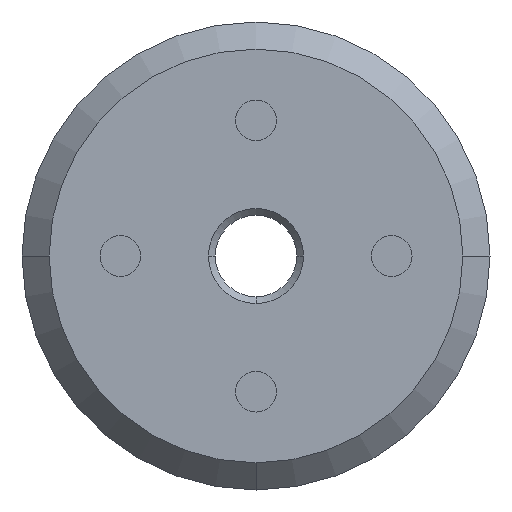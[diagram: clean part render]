
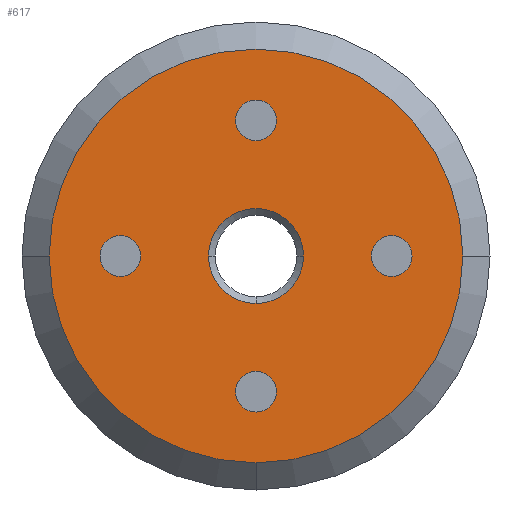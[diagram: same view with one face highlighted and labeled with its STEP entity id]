
A CAD part, front view. The second image highlights one B-rep face of the part: STEP entity #617.
In plain terms, the highlighted planar face has unit normal (0, -1, 0).
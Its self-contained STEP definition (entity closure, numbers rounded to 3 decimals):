
#33 = CARTESIAN_POINT ( 'NONE',  ( 0., 0., -10. ) ) ;
#171 = VERTEX_POINT ( 'NONE', #2803 ) ;
#185 = EDGE_CURVE ( 'NONE', #1620, #765, #376, .T. ) ;
#246 = CARTESIAN_POINT ( 'NONE',  ( -3.5, 0., 0. ) ) ;
#248 = CIRCLE ( 'NONE', #2022, 1.5 ) ;
#250 = DIRECTION ( 'NONE',  ( 0., 1., 0. ) ) ;
#265 = PLANE ( 'NONE',  #269 ) ;
#269 = AXIS2_PLACEMENT_3D ( 'NONE', #2461, #899, #1997 ) ;
#288 = DIRECTION ( 'NONE',  ( -1., 0., 0. ) ) ;
#294 = EDGE_CURVE ( 'NONE', #794, #1030, #1262, .T. ) ;
#309 = CARTESIAN_POINT ( 'NONE',  ( 0., 0., -3.5 ) ) ;
#320 = EDGE_LOOP ( 'NONE', ( #646, #2325 ) ) ;
#321 = DIRECTION ( 'NONE',  ( 0., 0., 1. ) ) ;
#324 = CARTESIAN_POINT ( 'NONE',  ( -10., 0., -1.5 ) ) ;
#334 = EDGE_CURVE ( 'NONE', #2721, #2182, #2507, .T. ) ;
#376 = CIRCLE ( 'NONE', #898, 3.5 ) ;
#390 = VERTEX_POINT ( 'NONE', #324 ) ;
#474 = CARTESIAN_POINT ( 'NONE',  ( 15.25, 0., 0. ) ) ;
#500 = FACE_BOUND ( 'NONE', #2011, .T. ) ;
#501 = DIRECTION ( 'NONE',  ( 1., 0., 0. ) ) ;
#534 = CARTESIAN_POINT ( 'NONE',  ( -10., 0., 0. ) ) ;
#582 = CIRCLE ( 'NONE', #1095, 3.5 ) ;
#617 = ADVANCED_FACE ( 'NONE', ( #1810, #692, #920, #663, #2449, #500 ), #265, .F. ) ;
#621 = AXIS2_PLACEMENT_3D ( 'NONE', #1681, #2131, #1719 ) ;
#622 = CIRCLE ( 'NONE', #1732, 1.5 ) ;
#628 = DIRECTION ( 'NONE',  ( 0., 0., 1. ) ) ;
#630 = AXIS2_PLACEMENT_3D ( 'NONE', #1534, #850, #2851 ) ;
#646 = ORIENTED_EDGE ( 'NONE', *, *, #763, .F. ) ;
#663 = FACE_BOUND ( 'NONE', #835, .T. ) ;
#692 = FACE_BOUND ( 'NONE', #2834, .T. ) ;
#694 = CARTESIAN_POINT ( 'NONE',  ( 0., 0., 10. ) ) ;
#757 = AXIS2_PLACEMENT_3D ( 'NONE', #33, #2048, #501 ) ;
#763 = EDGE_CURVE ( 'NONE', #390, #171, #2285, .T. ) ;
#765 = VERTEX_POINT ( 'NONE', #309 ) ;
#766 = DIRECTION ( 'NONE',  ( 0., -1., 0. ) ) ;
#776 = ORIENTED_EDGE ( 'NONE', *, *, #294, .F. ) ;
#794 = VERTEX_POINT ( 'NONE', #1392 ) ;
#795 = CARTESIAN_POINT ( 'NONE',  ( 0., 0., -10. ) ) ;
#834 = ORIENTED_EDGE ( 'NONE', *, *, #1370, .T. ) ;
#835 = EDGE_LOOP ( 'NONE', ( #1704, #2564 ) ) ;
#843 = ORIENTED_EDGE ( 'NONE', *, *, #1786, .T. ) ;
#850 = DIRECTION ( 'NONE',  ( 0., -1., 0. ) ) ;
#876 = VERTEX_POINT ( 'NONE', #1004 ) ;
#878 = DIRECTION ( 'NONE',  ( 0., -1., 0. ) ) ;
#884 = EDGE_CURVE ( 'NONE', #1030, #794, #248, .T. ) ;
#892 = CARTESIAN_POINT ( 'NONE',  ( 10., 0., 0. ) ) ;
#898 = AXIS2_PLACEMENT_3D ( 'NONE', #2465, #250, #2699 ) ;
#899 = DIRECTION ( 'NONE',  ( 0., 1., 0. ) ) ;
#905 = CIRCLE ( 'NONE', #2476, 1.5 ) ;
#920 = FACE_BOUND ( 'NONE', #320, .T. ) ;
#932 = EDGE_CURVE ( 'NONE', #2342, #1266, #1146, .T. ) ;
#956 = DIRECTION ( 'NONE',  ( 0., 1., 0. ) ) ;
#979 = EDGE_CURVE ( 'NONE', #2727, #876, #1008, .T. ) ;
#1001 = AXIS2_PLACEMENT_3D ( 'NONE', #1904, #1514, #1700 ) ;
#1004 = CARTESIAN_POINT ( 'NONE',  ( 10., 0., -1.5 ) ) ;
#1008 = CIRCLE ( 'NONE', #1036, 1.5 ) ;
#1026 = CARTESIAN_POINT ( 'NONE',  ( 10., 0., 1.5 ) ) ;
#1030 = VERTEX_POINT ( 'NONE', #1991 ) ;
#1036 = AXIS2_PLACEMENT_3D ( 'NONE', #892, #878, #628 ) ;
#1040 = AXIS2_PLACEMENT_3D ( 'NONE', #534, #1621, #2328 ) ;
#1058 = CARTESIAN_POINT ( 'NONE',  ( 0., 0., -15.25 ) ) ;
#1079 = AXIS2_PLACEMENT_3D ( 'NONE', #2074, #766, #321 ) ;
#1095 = AXIS2_PLACEMENT_3D ( 'NONE', #2484, #956, #288 ) ;
#1146 = CIRCLE ( 'NONE', #630, 1.5 ) ;
#1170 = VERTEX_POINT ( 'NONE', #474 ) ;
#1242 = ORIENTED_EDGE ( 'NONE', *, *, #1424, .T. ) ;
#1251 = ORIENTED_EDGE ( 'NONE', *, *, #1870, .F. ) ;
#1262 = CIRCLE ( 'NONE', #757, 1.5 ) ;
#1266 = VERTEX_POINT ( 'NONE', #1865 ) ;
#1303 = CARTESIAN_POINT ( 'NONE',  ( 3.5, 0., 0. ) ) ;
#1309 = ORIENTED_EDGE ( 'NONE', *, *, #979, .F. ) ;
#1328 = EDGE_CURVE ( 'NONE', #1954, #1620, #582, .T. ) ;
#1334 = DIRECTION ( 'NONE',  ( 0., -1., 0. ) ) ;
#1366 = ORIENTED_EDGE ( 'NONE', *, *, #185, .T. ) ;
#1370 = EDGE_CURVE ( 'NONE', #765, #1954, #1469, .T. ) ;
#1384 = CARTESIAN_POINT ( 'NONE',  ( 0., 0., 0. ) ) ;
#1392 = CARTESIAN_POINT ( 'NONE',  ( 1.5, 0., -10. ) ) ;
#1424 = EDGE_CURVE ( 'NONE', #1170, #2721, #1833, .T. ) ;
#1462 = EDGE_LOOP ( 'NONE', ( #2677, #843, #1242 ) ) ;
#1469 = CIRCLE ( 'NONE', #1839, 3.5 ) ;
#1494 = CIRCLE ( 'NONE', #1079, 1.5 ) ;
#1496 = DIRECTION ( 'NONE',  ( 0., -1., 0. ) ) ;
#1514 = DIRECTION ( 'NONE',  ( 0., -1., 0. ) ) ;
#1534 = CARTESIAN_POINT ( 'NONE',  ( 0., 0., 10. ) ) ;
#1589 = EDGE_LOOP ( 'NONE', ( #1309, #1251 ) ) ;
#1613 = EDGE_CURVE ( 'NONE', #1266, #2342, #622, .T. ) ;
#1615 = DIRECTION ( 'NONE',  ( 1., 0., 0. ) ) ;
#1620 = VERTEX_POINT ( 'NONE', #1303 ) ;
#1621 = DIRECTION ( 'NONE',  ( 0., -1., 0. ) ) ;
#1681 = CARTESIAN_POINT ( 'NONE',  ( 0., 0., 0. ) ) ;
#1700 = DIRECTION ( 'NONE',  ( 1., 0., 0. ) ) ;
#1704 = ORIENTED_EDGE ( 'NONE', *, *, #932, .F. ) ;
#1719 = DIRECTION ( 'NONE',  ( -1., 0., 0. ) ) ;
#1723 = CARTESIAN_POINT ( 'NONE',  ( -15.25, 0., 0. ) ) ;
#1732 = AXIS2_PLACEMENT_3D ( 'NONE', #694, #2193, #2467 ) ;
#1786 = EDGE_CURVE ( 'NONE', #2182, #1170, #2573, .T. ) ;
#1810 = FACE_OUTER_BOUND ( 'NONE', #1462, .T. ) ;
#1833 = CIRCLE ( 'NONE', #1001, 15.25 ) ;
#1839 = AXIS2_PLACEMENT_3D ( 'NONE', #1384, #2723, #1615 ) ;
#1865 = CARTESIAN_POINT ( 'NONE',  ( 1.5, 0., 10. ) ) ;
#1870 = EDGE_CURVE ( 'NONE', #876, #2727, #905, .T. ) ;
#1904 = CARTESIAN_POINT ( 'NONE',  ( 0., 0., 0. ) ) ;
#1954 = VERTEX_POINT ( 'NONE', #246 ) ;
#1991 = CARTESIAN_POINT ( 'NONE',  ( -1.5, 0., -10. ) ) ;
#1997 = DIRECTION ( 'NONE',  ( 1., 0., 0. ) ) ;
#2011 = EDGE_LOOP ( 'NONE', ( #776, #2731 ) ) ;
#2022 = AXIS2_PLACEMENT_3D ( 'NONE', #795, #2866, #2442 ) ;
#2047 = AXIS2_PLACEMENT_3D ( 'NONE', #2276, #1334, #2232 ) ;
#2048 = DIRECTION ( 'NONE',  ( 0., -1., 0. ) ) ;
#2062 = EDGE_CURVE ( 'NONE', #171, #390, #1494, .T. ) ;
#2074 = CARTESIAN_POINT ( 'NONE',  ( -10., 0., 0. ) ) ;
#2131 = DIRECTION ( 'NONE',  ( 0., -1., 0. ) ) ;
#2182 = VERTEX_POINT ( 'NONE', #1058 ) ;
#2193 = DIRECTION ( 'NONE',  ( 0., -1., 0. ) ) ;
#2214 = CARTESIAN_POINT ( 'NONE',  ( -1.5, 0., 10. ) ) ;
#2232 = DIRECTION ( 'NONE',  ( -1., 0., 0. ) ) ;
#2276 = CARTESIAN_POINT ( 'NONE',  ( 0., 0., 0. ) ) ;
#2285 = CIRCLE ( 'NONE', #1040, 1.5 ) ;
#2325 = ORIENTED_EDGE ( 'NONE', *, *, #2062, .F. ) ;
#2328 = DIRECTION ( 'NONE',  ( 0., 0., -1. ) ) ;
#2342 = VERTEX_POINT ( 'NONE', #2214 ) ;
#2358 = DIRECTION ( 'NONE',  ( 0., 0., -1. ) ) ;
#2442 = DIRECTION ( 'NONE',  ( -1., 0., 0. ) ) ;
#2449 = FACE_BOUND ( 'NONE', #1589, .T. ) ;
#2461 = CARTESIAN_POINT ( 'NONE',  ( 0., 0., 0. ) ) ;
#2465 = CARTESIAN_POINT ( 'NONE',  ( 0., 0., 0. ) ) ;
#2467 = DIRECTION ( 'NONE',  ( 1., 0., 0. ) ) ;
#2476 = AXIS2_PLACEMENT_3D ( 'NONE', #2792, #1496, #2358 ) ;
#2484 = CARTESIAN_POINT ( 'NONE',  ( 0., 0., 0. ) ) ;
#2507 = CIRCLE ( 'NONE', #2047, 15.25 ) ;
#2564 = ORIENTED_EDGE ( 'NONE', *, *, #1613, .F. ) ;
#2573 = CIRCLE ( 'NONE', #621, 15.25 ) ;
#2677 = ORIENTED_EDGE ( 'NONE', *, *, #334, .T. ) ;
#2680 = ORIENTED_EDGE ( 'NONE', *, *, #1328, .T. ) ;
#2699 = DIRECTION ( 'NONE',  ( 1., 0., 0. ) ) ;
#2721 = VERTEX_POINT ( 'NONE', #1723 ) ;
#2723 = DIRECTION ( 'NONE',  ( 0., 1., 0. ) ) ;
#2727 = VERTEX_POINT ( 'NONE', #1026 ) ;
#2731 = ORIENTED_EDGE ( 'NONE', *, *, #884, .F. ) ;
#2792 = CARTESIAN_POINT ( 'NONE',  ( 10., 0., 0. ) ) ;
#2803 = CARTESIAN_POINT ( 'NONE',  ( -10., 0., 1.5 ) ) ;
#2834 = EDGE_LOOP ( 'NONE', ( #2680, #1366, #834 ) ) ;
#2851 = DIRECTION ( 'NONE',  ( -1., 0., 0. ) ) ;
#2866 = DIRECTION ( 'NONE',  ( 0., -1., 0. ) ) ;
